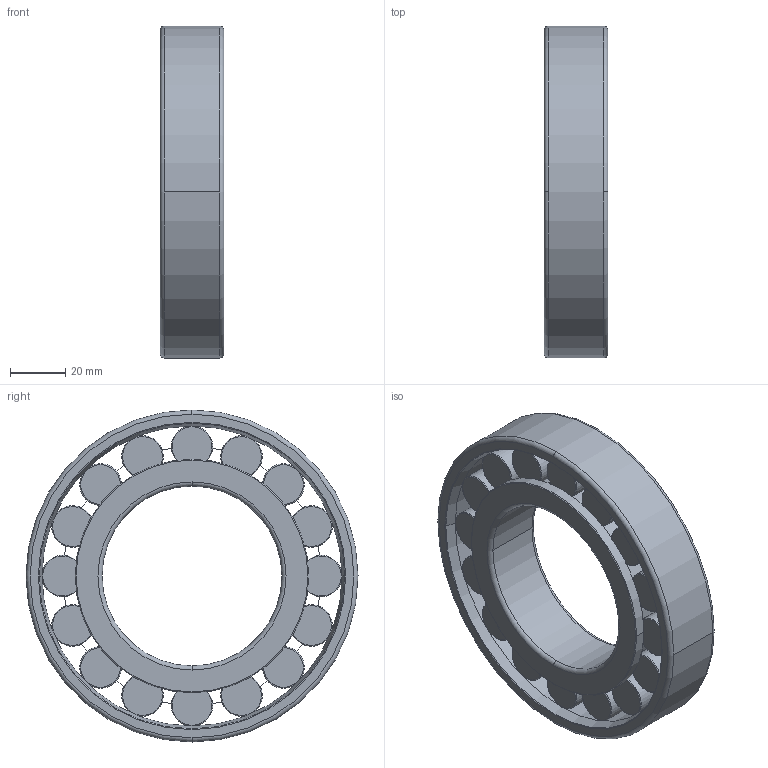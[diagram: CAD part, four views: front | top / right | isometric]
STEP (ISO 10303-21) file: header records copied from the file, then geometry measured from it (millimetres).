
FILE_DESCRIPTION(('STEP AP214'),'1');
FILE_NAME('skf_bearing_n_213_ecp_2.stp','2024-09-06T05:17:24',('TraceParts'),('TraceParts S.A.'),'Spatial InterOp 3D',' ',' ');
FILE_SCHEMA(('AUTOMOTIVE_DESIGN { 1 0 10303 214 1 1 1 1 }'));
Length unit declared in the file: millimetre
Products named in the file (1): skf_bearing_n_213_ecp_2_1
Bounding box: 23 x 120 x 120 mm (x, y, z)
Volume: 128834.9 mm3; surface area: 52514.5 mm2
Topology: 3 solids, 3 shells, 198 faces, 548 edges, 388 vertices
Faces by surface type: torus 112, cylinder 44, plane 38, cone 4
Entity records: 7835 total; most frequent: CARTESIAN_POINT 2449, DIRECTION 1258, ORIENTED_EDGE 1096, AXIS2_PLACEMENT_3D 605, EDGE_CURVE 548, CIRCLE 404, VERTEX_POINT 388, EDGE_LOOP 236
